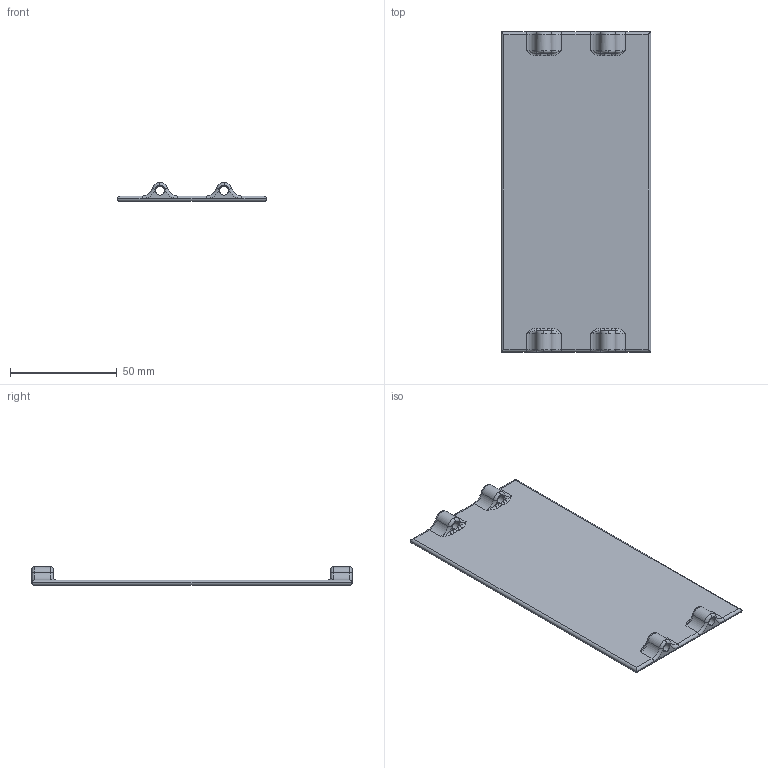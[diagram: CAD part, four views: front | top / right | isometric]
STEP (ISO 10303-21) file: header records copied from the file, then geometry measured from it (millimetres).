
FILE_DESCRIPTION (( 'STEP AP203' ), '1' );
FILE_NAME ('Avionics Sled_Default_sldprt.STEP', '2023-07-18T01:01:51', ( '' ), ( '' ), 'SwSTEP 2.0', 'SolidWorks 2022', '' );
FILE_SCHEMA (( 'CONFIG_CONTROL_DESIGN' ));
Length unit declared in the file: centimetre
Products named in the file (1): Avionics Sled_Default_sldprt
Bounding box: 70 x 150 x 8.75 mm (x, y, z)
Volume: 27344.3 mm3; surface area: 22586 mm2
Topology: 1 solids, 1 shells, 92 faces, 230 edges, 128 vertices
Faces by surface type: cylinder 40, torus 30, bspline 12, plane 10
Entity records: 3353 total; most frequent: CARTESIAN_POINT 1139, DIRECTION 486, ORIENTED_EDGE 444, EDGE_CURVE 222, AXIS2_PLACEMENT_3D 211, CIRCLE 130, VERTEX_POINT 128, EDGE_LOOP 96
